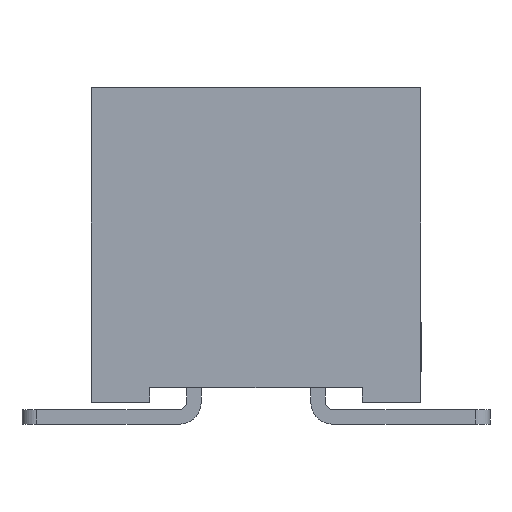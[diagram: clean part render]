
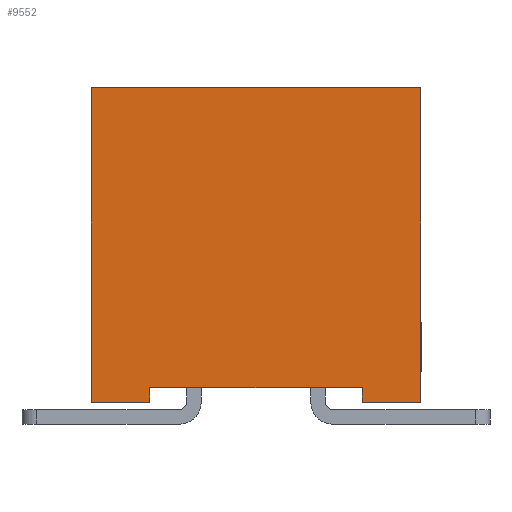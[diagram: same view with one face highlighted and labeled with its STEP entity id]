
A CAD part, left-side view. The second image highlights one B-rep face of the part: STEP entity #9552.
In plain terms, the highlighted planar face has unit normal (-1, 0, 0).
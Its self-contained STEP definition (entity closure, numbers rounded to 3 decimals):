
#40 = EDGE_CURVE ( 'NONE', #15435, #8104, #14362, .T. ) ;
#277 = ORIENTED_EDGE ( 'NONE', *, *, #12779, .T. ) ;
#333 = DIRECTION ( 'NONE',  ( 1., 0., 0. ) ) ;
#624 = CARTESIAN_POINT ( 'NONE',  ( -2., -1.45, 0.2 ) ) ;
#1318 = DIRECTION ( 'NONE',  ( 0., -1., 0. ) ) ;
#1414 = EDGE_CURVE ( 'NONE', #14178, #10341, #17005, .T. ) ;
#1699 = CARTESIAN_POINT ( 'NONE',  ( -2., -2.25, 4.3 ) ) ;
#1796 = LINE ( 'NONE', #7422, #13381 ) ;
#1797 = DIRECTION ( 'NONE',  ( 0., 0., -1. ) ) ;
#2119 = VECTOR ( 'NONE', #4431, 1000. ) ;
#2580 = EDGE_CURVE ( 'NONE', #15550, #10341, #1796, .T. ) ;
#2717 = ORIENTED_EDGE ( 'NONE', *, *, #1414, .F. ) ;
#2788 = LINE ( 'NONE', #8768, #4510 ) ;
#3117 = ORIENTED_EDGE ( 'NONE', *, *, #17389, .F. ) ;
#3121 = ORIENTED_EDGE ( 'NONE', *, *, #17413, .F. ) ;
#3301 = DIRECTION ( 'NONE',  ( 0., 0., -1. ) ) ;
#3452 = DIRECTION ( 'NONE',  ( 0., 0., -1. ) ) ;
#3837 = VECTOR ( 'NONE', #8128, 1000. ) ;
#3870 = CARTESIAN_POINT ( 'NONE',  ( -2., -1.45, 0.2 ) ) ;
#4431 = DIRECTION ( 'NONE',  ( 0., 0., -1. ) ) ;
#4510 = VECTOR ( 'NONE', #1318, 1000. ) ;
#4844 = DIRECTION ( 'NONE',  ( 0., -1., 0. ) ) ;
#4889 = LINE ( 'NONE', #16166, #12950 ) ;
#5282 = ORIENTED_EDGE ( 'NONE', *, *, #2580, .T. ) ;
#5335 = VERTEX_POINT ( 'NONE', #13863 ) ;
#5651 = PLANE ( 'NONE',  #17065 ) ;
#5977 = ORIENTED_EDGE ( 'NONE', *, *, #40, .F. ) ;
#6626 = ORIENTED_EDGE ( 'NONE', *, *, #17497, .T. ) ;
#6955 = FACE_OUTER_BOUND ( 'NONE', #8447, .T. ) ;
#7422 = CARTESIAN_POINT ( 'NONE',  ( -2., 2.25, 0. ) ) ;
#7956 = ORIENTED_EDGE ( 'NONE', *, *, #12427, .T. ) ;
#8104 = VERTEX_POINT ( 'NONE', #12903 ) ;
#8128 = DIRECTION ( 'NONE',  ( 0., 0., -1. ) ) ;
#8447 = EDGE_LOOP ( 'NONE', ( #5282, #2717, #3117, #6626, #7956, #5977, #3121, #277 ) ) ;
#8679 = CARTESIAN_POINT ( 'NONE',  ( -2., -2.25, 4.3 ) ) ;
#8768 = CARTESIAN_POINT ( 'NONE',  ( -2., 2.25, 0. ) ) ;
#8997 = VERTEX_POINT ( 'NONE', #14637 ) ;
#9289 = LINE ( 'NONE', #13243, #14879 ) ;
#9327 = CARTESIAN_POINT ( 'NONE',  ( -2., -1.45, 0.2 ) ) ;
#9552 = ADVANCED_FACE ( 'NONE', ( #6955 ), #5651, .F. ) ;
#10341 = VERTEX_POINT ( 'NONE', #16926 ) ;
#10716 = DIRECTION ( 'NONE',  ( 0., 1., 0. ) ) ;
#11462 = CARTESIAN_POINT ( 'NONE',  ( -2., 1.45, 0.2 ) ) ;
#11636 = CARTESIAN_POINT ( 'NONE',  ( -2., 2.25, 4.3 ) ) ;
#12087 = LINE ( 'NONE', #9327, #16804 ) ;
#12427 = EDGE_CURVE ( 'NONE', #5335, #8104, #2788, .T. ) ;
#12522 = VERTEX_POINT ( 'NONE', #624 ) ;
#12779 = EDGE_CURVE ( 'NONE', #8997, #15550, #9289, .T. ) ;
#12903 = CARTESIAN_POINT ( 'NONE',  ( -2., -2.25, 0. ) ) ;
#12950 = VECTOR ( 'NONE', #16359, 1000. ) ;
#13243 = CARTESIAN_POINT ( 'NONE',  ( -2., 2.25, 4.3 ) ) ;
#13381 = VECTOR ( 'NONE', #4844, 1000. ) ;
#13741 = LINE ( 'NONE', #3870, #3837 ) ;
#13863 = CARTESIAN_POINT ( 'NONE',  ( -2., -1.45, 0. ) ) ;
#14178 = VERTEX_POINT ( 'NONE', #16248 ) ;
#14362 = LINE ( 'NONE', #1699, #16515 ) ;
#14637 = CARTESIAN_POINT ( 'NONE',  ( -2., 2.25, 4.3 ) ) ;
#14879 = VECTOR ( 'NONE', #3452, 1000. ) ;
#15147 = CARTESIAN_POINT ( 'NONE',  ( -2., 2.25, 0. ) ) ;
#15435 = VERTEX_POINT ( 'NONE', #8679 ) ;
#15550 = VERTEX_POINT ( 'NONE', #15147 ) ;
#16166 = CARTESIAN_POINT ( 'NONE',  ( -2., 2.25, 4.3 ) ) ;
#16248 = CARTESIAN_POINT ( 'NONE',  ( -2., 1.45, 0.2 ) ) ;
#16359 = DIRECTION ( 'NONE',  ( 0., -1., 0. ) ) ;
#16515 = VECTOR ( 'NONE', #1797, 1000. ) ;
#16804 = VECTOR ( 'NONE', #10716, 1000. ) ;
#16926 = CARTESIAN_POINT ( 'NONE',  ( -2., 1.45, 0. ) ) ;
#17005 = LINE ( 'NONE', #11462, #2119 ) ;
#17065 = AXIS2_PLACEMENT_3D ( 'NONE', #11636, #333, #3301 ) ;
#17389 = EDGE_CURVE ( 'NONE', #12522, #14178, #12087, .T. ) ;
#17413 = EDGE_CURVE ( 'NONE', #8997, #15435, #4889, .T. ) ;
#17497 = EDGE_CURVE ( 'NONE', #12522, #5335, #13741, .T. ) ;
